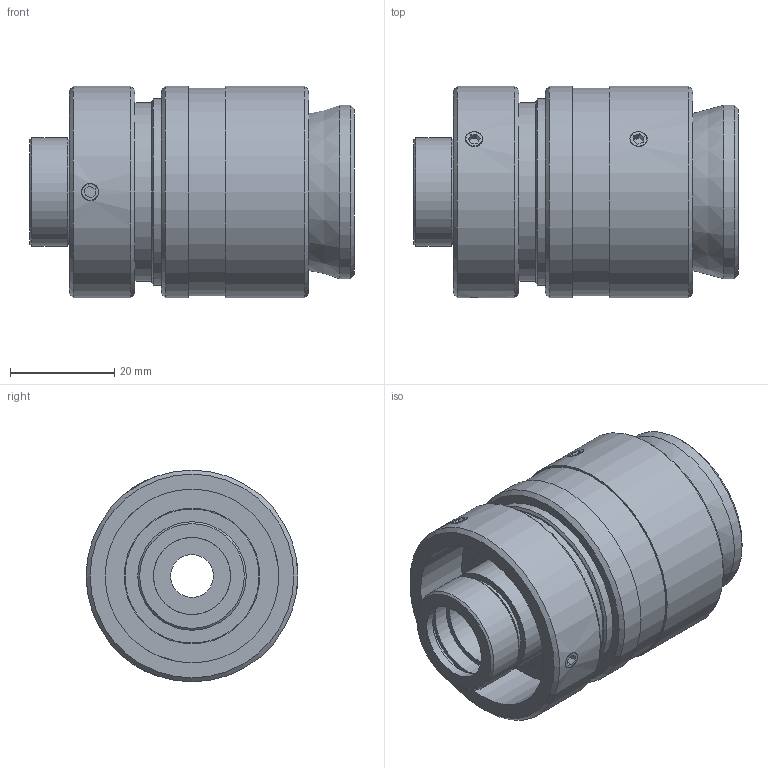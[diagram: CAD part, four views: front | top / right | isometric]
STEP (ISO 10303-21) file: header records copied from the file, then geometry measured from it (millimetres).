
FILE_DESCRIPTION((''),'2;1');
FILE_NAME('61387_0.stp','2007-02-27T11:38:51',('PODLENA'),(''),'Autodesk Inventor 11','Autodesk Inventor 11','');
FILE_SCHEMA(('AUTOMOTIVE_DESIGN { 1 0 10303 214 1 1 1 1 }'));
Length unit declared in the file: inch
Products named in the file (10): Assembly2 (LevelofDetail1); 61387; 61320; 60231; 60233; 60232; 60230; 7152; 7004; 7253
Assembly tree (12 placements, depth 3):
  Assembly2 (LevelofDetail1)
    61387
      61320
      60231
      60233
      60232
      60230
      7152
      7004  x3
      7253  x2
Bounding box: 62.28 x 40.64 x 40.64 mm (x, y, z)
Volume: 38444.1 mm3; surface area: 27023.1 mm2
Topology: 11 solids, 11 shells, 176 faces, 358 edges, 229 vertices
Faces by surface type: plane 86, cylinder 44, cone 37, bspline 6, sphere 3
Full cylindrical faces by diameter (mm): 4.166 x5, 8.204 x1, 9.042 x1, 9.474 x1, 10.77 x1, 14.808 x2, 15.062 x1, 15.748 x1, 15.926 x1, 16.815 x1, 18.034 x1, 18.186 x1, 19.05 x2, 20.599 x1, 20.625 x2, 20.828 x1, 21.209 x1, 21.366 x1, 22.225 x1, 22.682 x1, 22.89 x1, 25.781 x1, 26.035 x1, 26.975 x2, 33.299 x1, 33.325 x2, 33.35 x1, 34.188 x1, 34.862 x1, 35.712 x1
Entity records: 4005 total; most frequent: CARTESIAN_POINT 1050, DIRECTION 606, ORIENTED_EDGE 386, AXIS2_PLACEMENT_3D 277, EDGE_LOOP 270, EDGE_CURVE 193, VERTEX_POINT 171, FACE_OUTER_BOUND 142
